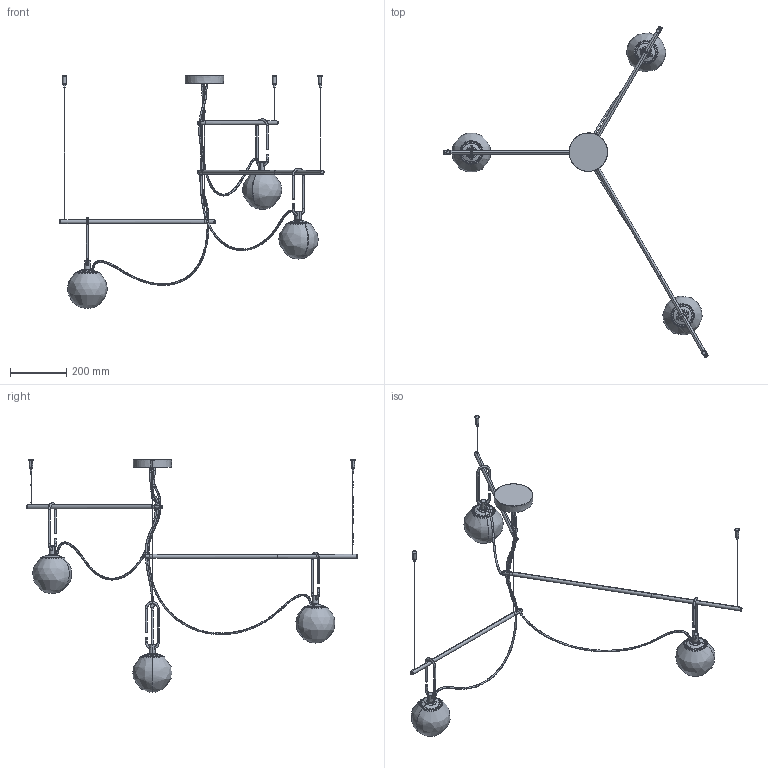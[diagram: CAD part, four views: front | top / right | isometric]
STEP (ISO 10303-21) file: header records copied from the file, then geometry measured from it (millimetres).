
FILE_DESCRIPTION(/* description */ (''),/* implementation_level */ '2;1');
FILE_NAME(/* name */ '3D 127600_nh1217 S3 14 Suspension',/* time_stamp */ '2018-05-22T16:55:11+02:00',/* author */ (''),/* organization */ (''),/* preprocessor_version */ 'ST-DEVELOPER v10',/* originating_system */ '',/* authorisation */ '');
FILE_SCHEMA (('AUTOMOTIVE_DESIGN'));
Length unit declared in the file: millimetre
Products named in the file (1): 1
Bounding box: 936.31 x 1174.77 x 825.26 mm (x, y, z)
Volume: 968388.1 mm3; surface area: 604359.3 mm2
Topology: 21 solids, 36 shells, 597 faces, 1459 edges, 910 vertices
Faces by surface type: bspline 487, plane 110
Entity records: 30866 total; most frequent: CARTESIAN_POINT 22515, ORIENTED_EDGE 2819, EDGE_CURVE 1436, VERTEX_POINT 911, EDGE_LOOP 641, ADVANCED_FACE 597, FACE_OUTER_BOUND 597, B_SPLINE_CURVE_WITH_KNOTS 559
